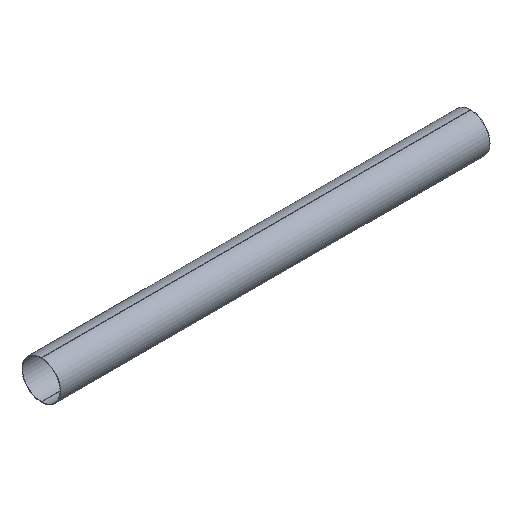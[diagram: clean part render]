
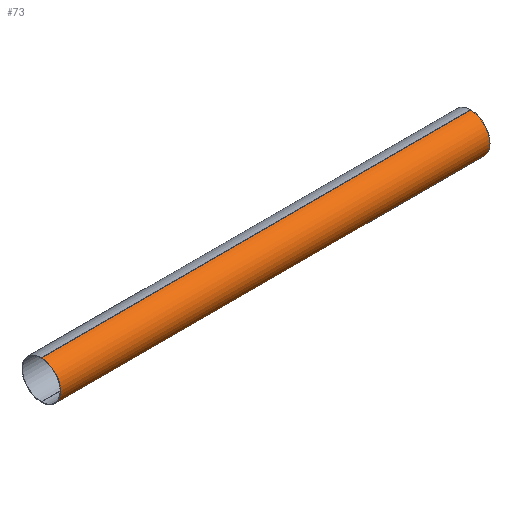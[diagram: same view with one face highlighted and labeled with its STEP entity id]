
A CAD part, isometric view. The second image highlights one B-rep face of the part: STEP entity #73.
In plain terms, the highlighted cylindrical face has radius 225 mm (diameter 450 mm), a partial arc.
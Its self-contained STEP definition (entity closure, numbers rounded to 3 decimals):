
#55 = VERTEX_POINT( '', #126 );
#59 = VERTEX_POINT( '', #130 );
#65 = VERTEX_POINT( '', #139 );
#73 = ADVANCED_FACE( '', ( #147 ), #148, .T. );
#75 = EDGE_CURVE( '', #65, #59, #150, .T. );
#77 = EDGE_CURVE( '', #59, #55, #152, .T. );
#79 = EDGE_CURVE( '', #81, #65, #154, .T. );
#81 = VERTEX_POINT( '', #156 );
#89 = EDGE_CURVE( '', #55, #81, #164, .T. );
#126 = CARTESIAN_POINT( '', ( 5000., 0., 225. ) );
#130 = CARTESIAN_POINT( '', ( 5000., 0., -225. ) );
#139 = CARTESIAN_POINT( '', ( 0., 0., -225. ) );
#147 = FACE_OUTER_BOUND( '', #219, .T. );
#148 = CYLINDRICAL_SURFACE( '', #220, 225. );
#150 = LINE( '', #223, #224 );
#152 = CIRCLE( '', #227, 225. );
#154 = CIRCLE( '', #230, 225. );
#156 = CARTESIAN_POINT( '', ( 0., 0., 225. ) );
#164 = LINE( '', #244, #245 );
#219 = EDGE_LOOP( '', ( #302, #303, #304, #305 ) );
#220 = AXIS2_PLACEMENT_3D( '', #306, #307, #308 );
#223 = CARTESIAN_POINT( '', ( 0., 0., -225. ) );
#224 = VECTOR( '', #309, 1. );
#227 = AXIS2_PLACEMENT_3D( '', #310, #311, #312 );
#230 = AXIS2_PLACEMENT_3D( '', #313, #314, #315 );
#244 = CARTESIAN_POINT( '', ( 0., 0., 225. ) );
#245 = VECTOR( '', #320, 1. );
#302 = ORIENTED_EDGE( '', *, *, #75, .T. );
#303 = ORIENTED_EDGE( '', *, *, #77, .T. );
#304 = ORIENTED_EDGE( '', *, *, #89, .T. );
#305 = ORIENTED_EDGE( '', *, *, #79, .T. );
#306 = CARTESIAN_POINT( '', ( 0., 0., 0. ) );
#307 = DIRECTION( '', ( -1., 0., 0. ) );
#308 = DIRECTION( '', ( 0., 0., -1. ) );
#309 = DIRECTION( '', ( 1., 0., 0. ) );
#310 = CARTESIAN_POINT( '', ( 5000., 0., 0. ) );
#311 = DIRECTION( '', ( -1., 0., 0. ) );
#312 = DIRECTION( '', ( 0., 0., -1. ) );
#313 = CARTESIAN_POINT( '', ( 0., 0., 0. ) );
#314 = DIRECTION( '', ( 1., 0., 0. ) );
#315 = DIRECTION( '', ( 0., 0., -1. ) );
#320 = DIRECTION( '', ( -1., 0., 0. ) );
